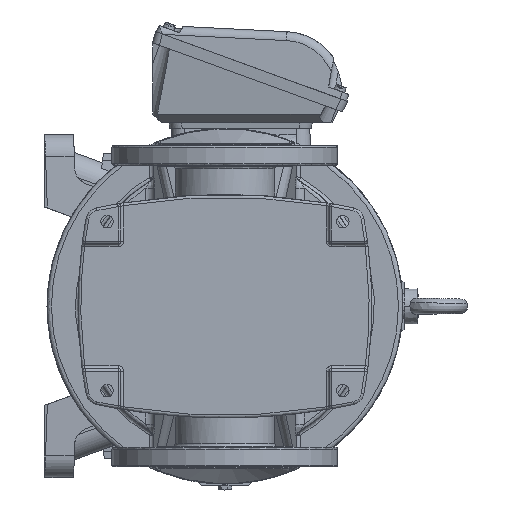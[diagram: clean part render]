
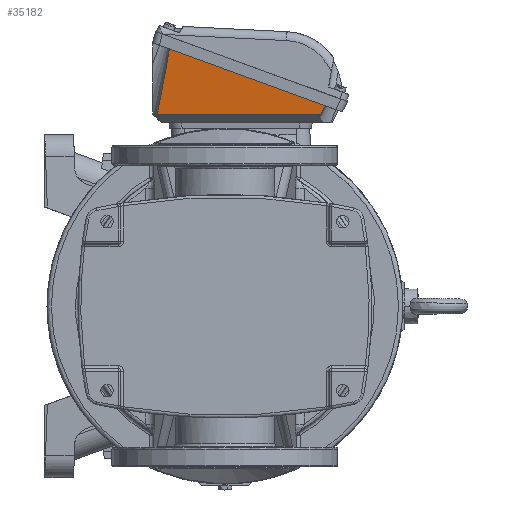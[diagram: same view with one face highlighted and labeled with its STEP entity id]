
A CAD part, front view. The second image highlights one B-rep face of the part: STEP entity #35182.
In plain terms, the highlighted face is planar.
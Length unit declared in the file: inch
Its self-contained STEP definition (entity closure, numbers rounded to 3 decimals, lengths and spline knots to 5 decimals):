
#336 = ORIENTED_EDGE ( 'NONE', *, *, #10647, .F. ) ;
#2631 = CARTESIAN_POINT ( 'NONE',  ( -8.49666, -3.22982, 3.94531 ) ) ;
#4090 = VERTEX_POINT ( 'NONE', #63180 ) ;
#4362 = VERTEX_POINT ( 'NONE', #10417 ) ;
#5174 = ORIENTED_EDGE ( 'NONE', *, *, #102694, .F. ) ;
#8255 = VERTEX_POINT ( 'NONE', #49874 ) ;
#8611 = CARTESIAN_POINT ( 'NONE',  ( -10.43906, -2.62355, 4.15894 ) ) ;
#9233 = CARTESIAN_POINT ( 'NONE',  ( -11.5938, -3.03401, 4.25823 ) ) ;
#10417 = CARTESIAN_POINT ( 'NONE',  ( -8.86588, 4.46087, 4.25823 ) ) ;
#10647 = EDGE_CURVE ( 'NONE', #20869, #8255, #35097, .T. ) ;
#18204 = EDGE_CURVE ( 'NONE', #95472, #4090, #20366, .T. ) ;
#20366 = LINE ( 'NONE', #43969, #86264 ) ;
#20869 = VERTEX_POINT ( 'NONE', #94672 ) ;
#24260 = CARTESIAN_POINT ( 'NONE',  ( -9.08968, -2.87306, 4.01671 ) ) ;
#24956 = CARTESIAN_POINT ( 'NONE',  ( -9.46885, -2.80109, 4.05674 ) ) ;
#27142 = DIRECTION ( 'NONE',  ( -0.342, -0.94, 0. ) ) ;
#28968 = LINE ( 'NONE', #51116, #108423 ) ;
#35097 = LINE ( 'NONE', #2631, #127454 ) ;
#35182 = ADVANCED_FACE ( 'NONE', ( #117973 ), #118715, .T. ) ;
#35277 = CARTESIAN_POINT ( 'NONE',  ( -10.15476, -2.67368, 4.12906 ) ) ;
#35642 = EDGE_CURVE ( 'NONE', #4362, #116424, #39782, .T. ) ;
#36012 = CARTESIAN_POINT ( 'NONE',  ( -9.462, -2.80238, 4.05601 ) ) ;
#36726 = CARTESIAN_POINT ( 'NONE',  ( -10.43906, -2.62355, 4.15894 ) ) ;
#37203 = CARTESIAN_POINT ( 'NONE',  ( -8.50394, 4.2519, 4.21497 ) ) ;
#37464 = CARTESIAN_POINT ( 'NONE',  ( -9.40568, -2.813, 4.05007 ) ) ;
#39729 = EDGE_CURVE ( 'NONE', #4090, #4362, #73483, .T. ) ;
#39782 = LINE ( 'NONE', #121712, #59003 ) ;
#41260 = DIRECTION ( 'NONE',  ( 0.861, -0.497, -0.103 ) ) ;
#43969 = CARTESIAN_POINT ( 'NONE',  ( -11.79324, -2.38477, 4.30127 ) ) ;
#46388 = CARTESIAN_POINT ( 'NONE',  ( -8.84781, -2.91946, 3.99115 ) ) ;
#49874 = CARTESIAN_POINT ( 'NONE',  ( -8.50249, -2.98651, 3.95463 ) ) ;
#51116 = CARTESIAN_POINT ( 'NONE',  ( -8.50394, 5.57648, 4.26259 ) ) ;
#55844 = ORIENTED_EDGE ( 'NONE', *, *, #121033, .F. ) ;
#56433 = ORIENTED_EDGE ( 'NONE', *, *, #35642, .F. ) ;
#57281 = DIRECTION ( 'NONE',  ( 0.024, -0.999, -0.038 ) ) ;
#59003 = VECTOR ( 'NONE', #41260, 39.37008 ) ;
#63180 = CARTESIAN_POINT ( 'NONE',  ( -11.38377, -2.45697, 4.25823 ) ) ;
#63286 = DIRECTION ( 'NONE',  ( 0.098, -0.036, 0.995 ) ) ;
#68519 = CARTESIAN_POINT ( 'NONE',  ( -9.16841, -2.85802, 4.02502 ) ) ;
#73483 = LINE ( 'NONE', #9233, #99433 ) ;
#81064 = CARTESIAN_POINT ( 'NONE',  ( -9.46799, -2.80125, 4.05665 ) ) ;
#83250 = CARTESIAN_POINT ( 'NONE',  ( -8.67895, -2.95213, 3.97329 ) ) ;
#86264 = VECTOR ( 'NONE', #89699, 39.37008 ) ;
#89699 = DIRECTION ( 'NONE',  ( -0.98, 0.173, 0.103 ) ) ;
#91419 = CARTESIAN_POINT ( 'NONE',  ( -9.46964, -2.80094, 4.05682 ) ) ;
#92140 = CARTESIAN_POINT ( 'NONE',  ( -9.466, -2.80163, 4.05643 ) ) ;
#92865 = CARTESIAN_POINT ( 'NONE',  ( -8.50249, -2.98651, 3.95463 ) ) ;
#94672 = CARTESIAN_POINT ( 'NONE',  ( -8.50394, -2.92629, 3.95694 ) ) ;
#95472 = VERTEX_POINT ( 'NONE', #8611 ) ;
#99433 = VECTOR ( 'NONE', #132507, 39.37008 ) ;
#100449 = ORIENTED_EDGE ( 'NONE', *, *, #18204, .F. ) ;
#102694 = EDGE_CURVE ( 'NONE', #8255, #95472, #142702, .T. ) ;
#103926 = CARTESIAN_POINT ( 'NONE',  ( -9.28364, -2.83611, 4.03719 ) ) ;
#104647 = EDGE_LOOP ( 'NONE', ( #56433, #145223, #100449, #5174, #336, #55844 ) ) ;
#108423 = VECTOR ( 'NONE', #108695, 39.37008 ) ;
#108695 = DIRECTION ( 'NONE',  ( 0., -0.999, -0.036 ) ) ;
#113229 = AXIS2_PLACEMENT_3D ( 'NONE', #119428, #63286, #27142 ) ;
#113596 = CARTESIAN_POINT ( 'NONE',  ( -9.34054, -2.82531, 4.04319 ) ) ;
#116424 = VERTEX_POINT ( 'NONE', #37203 ) ;
#117973 = FACE_OUTER_BOUND ( 'NONE', #104647, .T. ) ;
#118715 = PLANE ( 'NONE',  #113229 ) ;
#119428 = CARTESIAN_POINT ( 'NONE',  ( -11.88976, -2.92629, 4.29134 ) ) ;
#121033 = EDGE_CURVE ( 'NONE', #116424, #20869, #28968, .T. ) ;
#121712 = CARTESIAN_POINT ( 'NONE',  ( -7.94786, 3.93085, 4.14851 ) ) ;
#125375 = CARTESIAN_POINT ( 'NONE',  ( -9.45399, -2.80389, 4.05517 ) ) ;
#127454 = VECTOR ( 'NONE', #57281, 39.37008 ) ;
#132507 = DIRECTION ( 'NONE',  ( 0.342, 0.94, 0. ) ) ;
#136453 = CARTESIAN_POINT ( 'NONE',  ( -9.83173, -2.73276, 4.09503 ) ) ;
#138626 = CARTESIAN_POINT ( 'NONE',  ( -9.46942, -2.80098, 4.0568 ) ) ;
#139357 = CARTESIAN_POINT ( 'NONE',  ( -9.43794, -2.80692, 4.05347 ) ) ;
#142702 = B_SPLINE_CURVE_WITH_KNOTS ( 'NONE', 3,
 ( #92865, #83250, #46388, #24260, #68519, #103926, #113596, #37464, #139357, #125375, #36012, #92140, #81064, #24956, #138626, #91419, #136453, #35277, #36726 ),
 .UNSPECIFIED., .F., .F.,
 ( 4, 2, 2, 1, 1, 1, 1, 1, 1, 1, 2, 2, 4 ),
 ( 0., 0.25, 0.375, 0.4375, 0.46875, 0.48438, 0.49219, 0.49609, 0.49805, 0.49902, 0.49951, 0.5, 1. ),
 .UNSPECIFIED. ) ;
#145223 = ORIENTED_EDGE ( 'NONE', *, *, #39729, .F. ) ;
